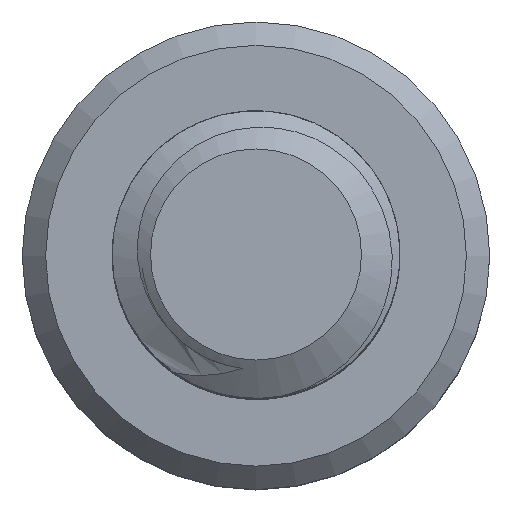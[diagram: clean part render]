
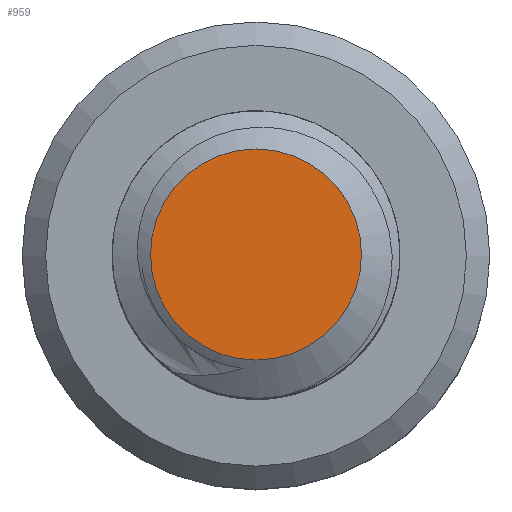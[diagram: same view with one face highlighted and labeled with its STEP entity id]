
A CAD part, top view. The second image highlights one B-rep face of the part: STEP entity #959.
In plain terms, the highlighted planar face has unit normal (0, 0, 1).
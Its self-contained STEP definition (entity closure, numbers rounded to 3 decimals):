
#17=PLANE('',#1048);
#85=FACE_OUTER_BOUND('',#141,.T.);
#141=EDGE_LOOP('',(#827,#828));
#169=CIRCLE('',#1042,2.934);
#170=CIRCLE('',#1043,2.934);
#427=VERTEX_POINT('',#7996);
#428=VERTEX_POINT('',#7998);
#555=EDGE_CURVE('',#428,#427,#169,.T.);
#556=EDGE_CURVE('',#427,#428,#170,.T.);
#827=ORIENTED_EDGE('',*,*,#555,.T.);
#828=ORIENTED_EDGE('',*,*,#556,.T.);
#959=ADVANCED_FACE('',(#85),#17,.T.);
#1042=AXIS2_PLACEMENT_3D('',#7999,#1202,#1203);
#1043=AXIS2_PLACEMENT_3D('',#8000,#1204,#1205);
#1048=AXIS2_PLACEMENT_3D('',#9216,#1214,#1215);
#1202=DIRECTION('center_axis',(0.,0.,1.));
#1203=DIRECTION('ref_axis',(1.,0.,0.));
#1204=DIRECTION('center_axis',(0.,0.,1.));
#1205=DIRECTION('ref_axis',(1.,0.,0.));
#1214=DIRECTION('center_axis',(0.,0.,1.));
#1215=DIRECTION('ref_axis',(1.,0.,0.));
#7996=CARTESIAN_POINT('',(2.934,0.,0.));
#7998=CARTESIAN_POINT('',(-2.934,0.,0.));
#7999=CARTESIAN_POINT('Origin',(0.,0.,0.));
#8000=CARTESIAN_POINT('Origin',(0.,0.,0.));
#9216=CARTESIAN_POINT('Origin',(0.,0.,0.));
